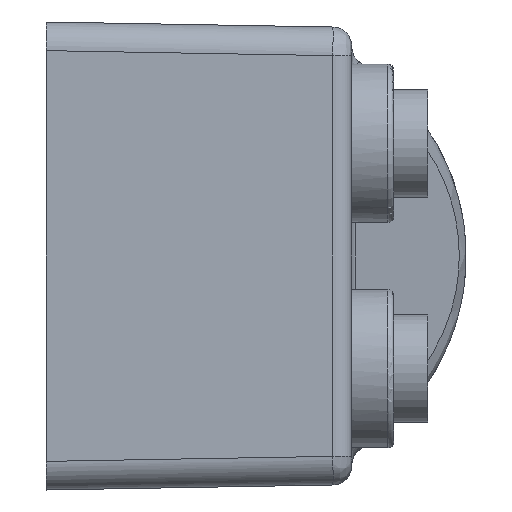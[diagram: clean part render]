
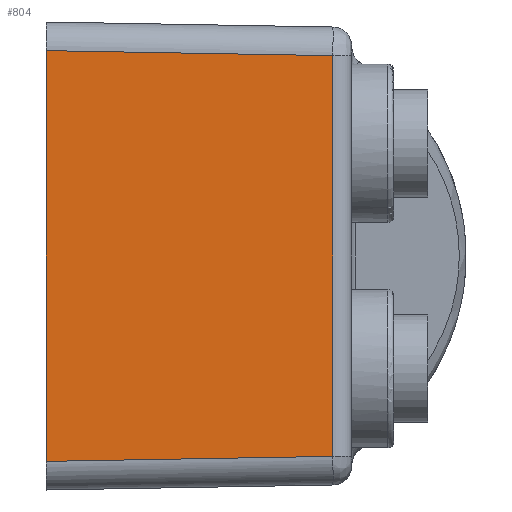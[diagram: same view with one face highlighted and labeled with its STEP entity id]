
A CAD part, left-side view. The second image highlights one B-rep face of the part: STEP entity #804.
In plain terms, the highlighted planar face has unit normal (-1, -0.018, 0).
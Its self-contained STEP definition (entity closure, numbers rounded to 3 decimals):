
#139=LINE('',#5188,#265);
#175=LINE('',#5487,#301);
#177=LINE('',#5493,#303);
#178=LINE('',#5495,#304);
#265=VECTOR('',#3622,1.);
#301=VECTOR('',#3770,1.);
#303=VECTOR('',#3776,1.);
#304=VECTOR('',#3777,1.);
#364=PLANE('',#3124);
#502=FACE_OUTER_BOUND('',#1369,.T.);
#804=ADVANCED_FACE('',(#502),#364,.F.);
#1369=EDGE_LOOP('',(#1980,#1981,#1982,#1983));
#1980=ORIENTED_EDGE('',*,*,#2789,.T.);
#1981=ORIENTED_EDGE('',*,*,#2716,.T.);
#1982=ORIENTED_EDGE('',*,*,#2786,.T.);
#1983=ORIENTED_EDGE('',*,*,#2790,.F.);
#2400=VERTEX_POINT('',#5164);
#2404=VERTEX_POINT('',#5187);
#2449=VERTEX_POINT('',#5488);
#2451=VERTEX_POINT('',#5494);
#2716=EDGE_CURVE('',#2400,#2404,#139,.T.);
#2786=EDGE_CURVE('',#2404,#2449,#175,.T.);
#2789=EDGE_CURVE('',#2451,#2400,#177,.T.);
#2790=EDGE_CURVE('',#2451,#2449,#178,.T.);
#3124=AXIS2_PLACEMENT_3D('',#5496,#3778,#3779);
#3622=DIRECTION('',(0.,0.,1.));
#3770=DIRECTION('',(-0.017,1.,0.017));
#3776=DIRECTION('',(0.017,-1.,0.017));
#3777=DIRECTION('',(0.,0.,1.));
#3778=DIRECTION('',(1.,0.017,0.));
#3779=DIRECTION('',(0.017,-1.,0.));
#5164=CARTESIAN_POINT('',(41.314,54.783,-5.291));
#5187=CARTESIAN_POINT('',(41.314,54.783,15.691));
#5188=CARTESIAN_POINT('',(41.314,54.783,5.2));
#5487=CARTESIAN_POINT('',(41.298,55.727,15.708));
#5488=CARTESIAN_POINT('',(41.052,69.8,15.953));
#5493=CARTESIAN_POINT('',(41.298,55.727,-5.308));
#5494=CARTESIAN_POINT('',(41.052,69.8,-5.553));
#5495=CARTESIAN_POINT('',(41.052,69.8,-6.8));
#5496=CARTESIAN_POINT('',(41.295,55.911,5.2));
